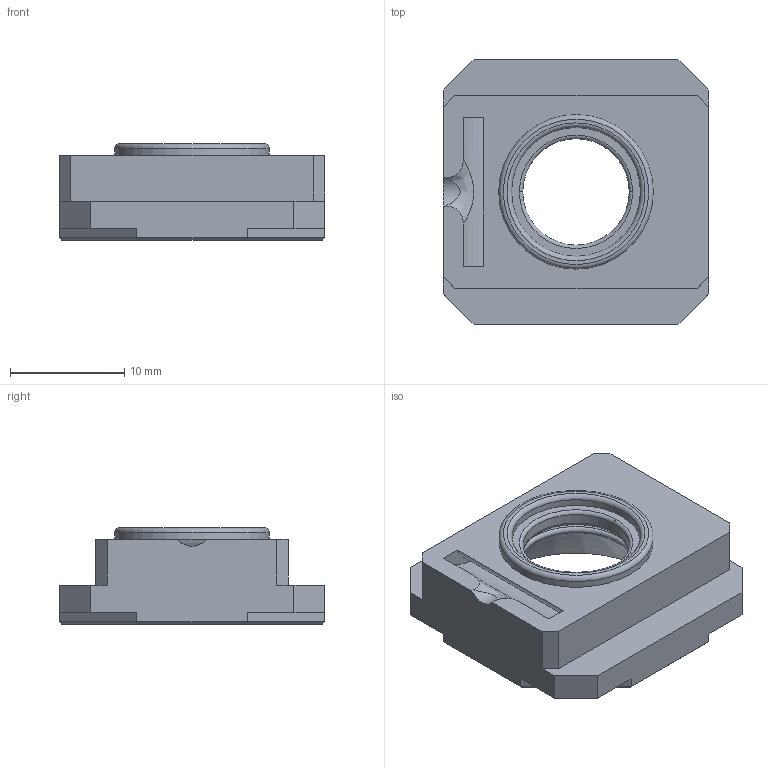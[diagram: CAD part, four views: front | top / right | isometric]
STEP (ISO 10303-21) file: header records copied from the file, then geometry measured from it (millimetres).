
FILE_DESCRIPTION(('FreeCAD Model'),'2;1');
FILE_NAME('Open CASCADE Shape Model','2024-11-10T09:25:49',('Author'),( ''),'Open CASCADE STEP processor 7.7','FreeCAD','Unknown');
FILE_SCHEMA(('AUTOMOTIVE_DESIGN { 1 0 10303 214 1 1 1 1 }'));
Length unit declared in the file: millimetre
Products named in the file (1): 4-camera-polarizer-opaque
Bounding box: 23.2 x 23.2 x 8.4 mm (x, y, z)
Volume: 2253.4 mm3; surface area: 2019.7 mm2
Topology: 1 solids, 1 shells, 55 faces, 145 edges, 94 vertices
Faces by surface type: plane 41, torus 6, cylinder 6, cone 1, bspline 1
Full cylindrical faces by diameter (mm): 9.3 x1, 11.25 x1, 13.5 x1
Entity records: 2089 total; most frequent: CARTESIAN_POINT 682, ORIENTED_EDGE 290, DIRECTION 278, EDGE_CURVE 145, LINE 114, VECTOR 114, VERTEX_POINT 94, AXIS2_PLACEMENT_3D 82
